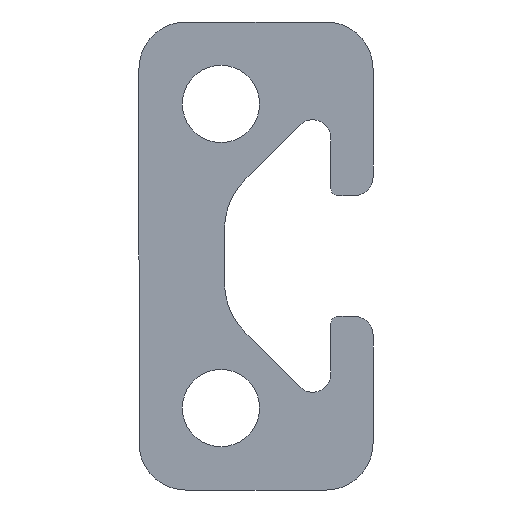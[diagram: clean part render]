
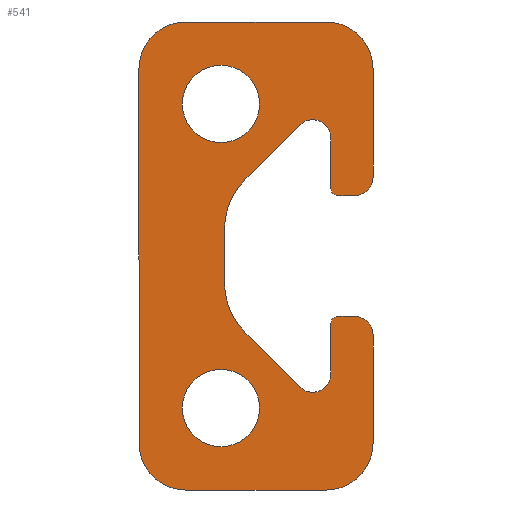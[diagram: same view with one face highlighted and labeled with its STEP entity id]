
A CAD part, front view. The second image highlights one B-rep face of the part: STEP entity #541.
In plain terms, the highlighted planar face has unit normal (0, -1, 0).
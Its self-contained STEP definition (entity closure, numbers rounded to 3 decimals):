
#17=FACE_BOUND('',#92,.T.);
#18=FACE_BOUND('',#93,.T.);
#33=PLANE('',#599);
#61=FACE_OUTER_BOUND('',#91,.T.);
#91=EDGE_LOOP('',(#449,#450,#451,#452,#453,#454,#455,#456,#457,#458,#459,
#460,#461,#462,#463,#464,#465,#466,#467,#468,#469,#470,#471,#472));
#92=EDGE_LOOP('',(#473));
#93=EDGE_LOOP('',(#474));
#101=LINE('',#778,#149);
#105=LINE('',#790,#153);
#109=LINE('',#802,#157);
#113=LINE('',#814,#161);
#117=LINE('',#826,#165);
#121=LINE('',#838,#169);
#125=LINE('',#860,#173);
#129=LINE('',#872,#177);
#133=LINE('',#884,#181);
#137=LINE('',#896,#185);
#141=LINE('',#908,#189);
#144=LINE('',#917,#192);
#149=VECTOR('',#615,3.309);
#153=VECTOR('',#627,2.269);
#157=VECTOR('',#639,3.309);
#161=VECTOR('',#651,2.169);
#165=VECTOR('',#663,0.7);
#169=VECTOR('',#675,4.625);
#173=VECTOR('',#699,6.);
#177=VECTOR('',#711,16.);
#181=VECTOR('',#723,6.);
#185=VECTOR('',#735,4.625);
#189=VECTOR('',#747,0.7);
#192=VECTOR('',#758,2.169);
#194=CIRCLE('',#547,0.78);
#196=CIRCLE('',#551,3.);
#198=CIRCLE('',#555,3.);
#200=CIRCLE('',#559,0.78);
#202=CIRCLE('',#563,0.3);
#204=CIRCLE('',#567,0.8);
#205=CIRCLE('',#570,1.65);
#207=CIRCLE('',#573,1.65);
#210=CIRCLE('',#577,2.);
#212=CIRCLE('',#581,2.);
#214=CIRCLE('',#585,2.);
#216=CIRCLE('',#589,2.);
#218=CIRCLE('',#593,0.8);
#220=CIRCLE('',#597,0.3);
#223=VERTEX_POINT('',#768);
#224=VERTEX_POINT('',#770);
#226=VERTEX_POINT('',#776);
#228=VERTEX_POINT('',#782);
#230=VERTEX_POINT('',#788);
#232=VERTEX_POINT('',#794);
#234=VERTEX_POINT('',#800);
#236=VERTEX_POINT('',#806);
#238=VERTEX_POINT('',#812);
#240=VERTEX_POINT('',#818);
#242=VERTEX_POINT('',#824);
#244=VERTEX_POINT('',#830);
#246=VERTEX_POINT('',#836);
#247=VERTEX_POINT('',#840);
#249=VERTEX_POINT('',#845);
#252=VERTEX_POINT('',#852);
#254=VERTEX_POINT('',#858);
#256=VERTEX_POINT('',#864);
#258=VERTEX_POINT('',#870);
#260=VERTEX_POINT('',#876);
#262=VERTEX_POINT('',#882);
#264=VERTEX_POINT('',#888);
#266=VERTEX_POINT('',#894);
#268=VERTEX_POINT('',#900);
#270=VERTEX_POINT('',#906);
#272=VERTEX_POINT('',#912);
#275=EDGE_CURVE('',#224,#223,#194,.T.);
#279=EDGE_CURVE('',#223,#226,#101,.T.);
#282=EDGE_CURVE('',#226,#228,#196,.T.);
#285=EDGE_CURVE('',#228,#230,#105,.T.);
#288=EDGE_CURVE('',#230,#232,#198,.T.);
#291=EDGE_CURVE('',#232,#234,#109,.T.);
#294=EDGE_CURVE('',#234,#236,#200,.T.);
#297=EDGE_CURVE('',#236,#238,#113,.T.);
#300=EDGE_CURVE('',#238,#240,#202,.T.);
#303=EDGE_CURVE('',#240,#242,#117,.T.);
#306=EDGE_CURVE('',#242,#244,#204,.T.);
#309=EDGE_CURVE('',#244,#246,#121,.T.);
#310=EDGE_CURVE('',#247,#247,#205,.T.);
#312=EDGE_CURVE('',#249,#249,#207,.T.);
#316=EDGE_CURVE('',#246,#252,#210,.T.);
#319=EDGE_CURVE('',#252,#254,#125,.T.);
#322=EDGE_CURVE('',#254,#256,#212,.T.);
#325=EDGE_CURVE('',#256,#258,#129,.T.);
#328=EDGE_CURVE('',#258,#260,#214,.T.);
#331=EDGE_CURVE('',#260,#262,#133,.T.);
#334=EDGE_CURVE('',#262,#264,#216,.T.);
#337=EDGE_CURVE('',#264,#266,#137,.T.);
#340=EDGE_CURVE('',#266,#268,#218,.T.);
#343=EDGE_CURVE('',#268,#270,#141,.T.);
#346=EDGE_CURVE('',#270,#272,#220,.T.);
#348=EDGE_CURVE('',#272,#224,#144,.T.);
#449=ORIENTED_EDGE('',*,*,#316,.T.);
#450=ORIENTED_EDGE('',*,*,#319,.T.);
#451=ORIENTED_EDGE('',*,*,#322,.T.);
#452=ORIENTED_EDGE('',*,*,#325,.T.);
#453=ORIENTED_EDGE('',*,*,#328,.T.);
#454=ORIENTED_EDGE('',*,*,#331,.T.);
#455=ORIENTED_EDGE('',*,*,#334,.T.);
#456=ORIENTED_EDGE('',*,*,#337,.T.);
#457=ORIENTED_EDGE('',*,*,#340,.T.);
#458=ORIENTED_EDGE('',*,*,#343,.T.);
#459=ORIENTED_EDGE('',*,*,#346,.T.);
#460=ORIENTED_EDGE('',*,*,#348,.T.);
#461=ORIENTED_EDGE('',*,*,#275,.T.);
#462=ORIENTED_EDGE('',*,*,#279,.T.);
#463=ORIENTED_EDGE('',*,*,#282,.T.);
#464=ORIENTED_EDGE('',*,*,#285,.T.);
#465=ORIENTED_EDGE('',*,*,#288,.T.);
#466=ORIENTED_EDGE('',*,*,#291,.T.);
#467=ORIENTED_EDGE('',*,*,#294,.T.);
#468=ORIENTED_EDGE('',*,*,#297,.T.);
#469=ORIENTED_EDGE('',*,*,#300,.T.);
#470=ORIENTED_EDGE('',*,*,#303,.T.);
#471=ORIENTED_EDGE('',*,*,#306,.T.);
#472=ORIENTED_EDGE('',*,*,#309,.T.);
#473=ORIENTED_EDGE('',*,*,#312,.T.);
#474=ORIENTED_EDGE('',*,*,#310,.T.);
#541=ADVANCED_FACE('',(#61,#17,#18),#33,.F.);
#547=AXIS2_PLACEMENT_3D('',#771,#608,#609);
#551=AXIS2_PLACEMENT_3D('',#784,#621,#622);
#555=AXIS2_PLACEMENT_3D('',#796,#633,#634);
#559=AXIS2_PLACEMENT_3D('',#808,#645,#646);
#563=AXIS2_PLACEMENT_3D('',#820,#657,#658);
#567=AXIS2_PLACEMENT_3D('',#832,#669,#670);
#570=AXIS2_PLACEMENT_3D('',#841,#678,#679);
#573=AXIS2_PLACEMENT_3D('',#846,#684,#685);
#577=AXIS2_PLACEMENT_3D('',#854,#693,#694);
#581=AXIS2_PLACEMENT_3D('',#866,#705,#706);
#585=AXIS2_PLACEMENT_3D('',#878,#717,#718);
#589=AXIS2_PLACEMENT_3D('',#890,#729,#730);
#593=AXIS2_PLACEMENT_3D('',#902,#741,#742);
#597=AXIS2_PLACEMENT_3D('',#914,#753,#754);
#599=AXIS2_PLACEMENT_3D('',#918,#759,#760);
#608=DIRECTION('center_axis',(0.,1.,0.));
#609=DIRECTION('ref_axis',(1.,0.,0.));
#615=DIRECTION('',(-0.707,0.,0.707));
#621=DIRECTION('center_axis',(0.,1.,0.));
#622=DIRECTION('ref_axis',(-0.707,0.,-0.707));
#627=DIRECTION('',(0.,0.,1.));
#633=DIRECTION('center_axis',(0.,1.,0.));
#634=DIRECTION('ref_axis',(-1.,0.,0.));
#639=DIRECTION('',(0.707,0.,0.707));
#645=DIRECTION('center_axis',(0.,1.,0.));
#646=DIRECTION('ref_axis',(-0.707,0.,0.707));
#651=DIRECTION('',(0.,0.,-1.));
#657=DIRECTION('center_axis',(0.,-1.,0.));
#658=DIRECTION('ref_axis',(0.,0.,1.));
#663=DIRECTION('',(1.,0.,0.));
#669=DIRECTION('center_axis',(0.,-1.,0.));
#670=DIRECTION('ref_axis',(-1.,0.,0.));
#675=DIRECTION('',(0.,0.,1.));
#678=DIRECTION('center_axis',(0.,1.,0.));
#679=DIRECTION('ref_axis',(1.,0.,0.));
#684=DIRECTION('center_axis',(0.,1.,0.));
#685=DIRECTION('ref_axis',(1.,0.,0.));
#693=DIRECTION('center_axis',(0.,-1.,0.));
#694=DIRECTION('ref_axis',(0.,0.,-1.));
#699=DIRECTION('',(-1.,0.,0.));
#705=DIRECTION('center_axis',(0.,-1.,0.));
#706=DIRECTION('ref_axis',(1.,0.,0.));
#711=DIRECTION('',(0.,0.,-1.));
#717=DIRECTION('center_axis',(0.,-1.,0.));
#718=DIRECTION('ref_axis',(0.,0.,1.));
#723=DIRECTION('',(1.,0.,0.));
#729=DIRECTION('center_axis',(0.,-1.,0.));
#730=DIRECTION('ref_axis',(-1.,0.,0.));
#735=DIRECTION('',(0.,0.,1.));
#741=DIRECTION('center_axis',(0.,-1.,0.));
#742=DIRECTION('ref_axis',(0.,0.,-1.));
#747=DIRECTION('',(-1.,0.,0.));
#753=DIRECTION('center_axis',(0.,-1.,0.));
#754=DIRECTION('ref_axis',(1.,0.,0.));
#758=DIRECTION('',(0.,0.,-1.));
#759=DIRECTION('center_axis',(0.,1.,0.));
#760=DIRECTION('ref_axis',(0.,0.,1.));
#768=CARTESIAN_POINT('',(1.868,0.,-5.596));
#770=CARTESIAN_POINT('',(3.2,0.,-5.044));
#771=CARTESIAN_POINT('Origin',(2.42,0.,-5.044));
#776=CARTESIAN_POINT('',(-0.471,0.,-3.256));
#778=CARTESIAN_POINT('',(-1.167,0.,-2.56));
#782=CARTESIAN_POINT('',(-1.35,0.,-1.135));
#784=CARTESIAN_POINT('Origin',(1.65,0.,-1.135));
#788=CARTESIAN_POINT('',(-1.35,0.,1.135));
#790=CARTESIAN_POINT('',(-1.35,0.,0.567));
#794=CARTESIAN_POINT('',(-0.471,0.,3.256));
#796=CARTESIAN_POINT('Origin',(1.65,0.,1.135));
#800=CARTESIAN_POINT('',(1.868,0.,5.596));
#802=CARTESIAN_POINT('',(0.002,0.,3.73));
#806=CARTESIAN_POINT('',(3.2,0.,5.044));
#808=CARTESIAN_POINT('Origin',(2.42,0.,5.044));
#812=CARTESIAN_POINT('',(3.2,0.,2.875));
#814=CARTESIAN_POINT('',(3.2,0.,1.438));
#818=CARTESIAN_POINT('',(3.5,0.,2.575));
#820=CARTESIAN_POINT('Origin',(3.5,0.,2.875));
#824=CARTESIAN_POINT('',(4.2,0.,2.575));
#826=CARTESIAN_POINT('',(2.1,0.,2.575));
#830=CARTESIAN_POINT('',(5.,0.,3.375));
#832=CARTESIAN_POINT('Origin',(4.2,0.,3.375));
#836=CARTESIAN_POINT('',(5.,0.,8.));
#838=CARTESIAN_POINT('',(5.,0.,4.));
#840=CARTESIAN_POINT('',(-3.15,0.,6.5));
#841=CARTESIAN_POINT('Origin',(-1.5,0.,6.5));
#845=CARTESIAN_POINT('',(-3.15,0.,-6.5));
#846=CARTESIAN_POINT('Origin',(-1.5,0.,-6.5));
#852=CARTESIAN_POINT('',(3.,0.,10.));
#854=CARTESIAN_POINT('Origin',(3.,0.,8.));
#858=CARTESIAN_POINT('',(-3.,0.,10.));
#860=CARTESIAN_POINT('',(-1.5,0.,10.));
#864=CARTESIAN_POINT('',(-5.,0.,8.));
#866=CARTESIAN_POINT('Origin',(-3.,0.,8.));
#870=CARTESIAN_POINT('',(-5.,0.,-8.));
#872=CARTESIAN_POINT('',(-5.,0.,-4.));
#876=CARTESIAN_POINT('',(-3.,0.,-10.));
#878=CARTESIAN_POINT('Origin',(-3.,0.,-8.));
#882=CARTESIAN_POINT('',(3.,0.,-10.));
#884=CARTESIAN_POINT('',(1.5,0.,-10.));
#888=CARTESIAN_POINT('',(5.,0.,-8.));
#890=CARTESIAN_POINT('Origin',(3.,0.,-8.));
#894=CARTESIAN_POINT('',(5.,0.,-3.375));
#896=CARTESIAN_POINT('',(5.,0.,-1.688));
#900=CARTESIAN_POINT('',(4.2,0.,-2.575));
#902=CARTESIAN_POINT('Origin',(4.2,0.,-3.375));
#906=CARTESIAN_POINT('',(3.5,0.,-2.575));
#908=CARTESIAN_POINT('',(1.75,0.,-2.575));
#912=CARTESIAN_POINT('',(3.2,0.,-2.875));
#914=CARTESIAN_POINT('Origin',(3.5,0.,-2.875));
#917=CARTESIAN_POINT('',(3.2,0.,-2.522));
#918=CARTESIAN_POINT('Origin',(0.,0.,0.));
